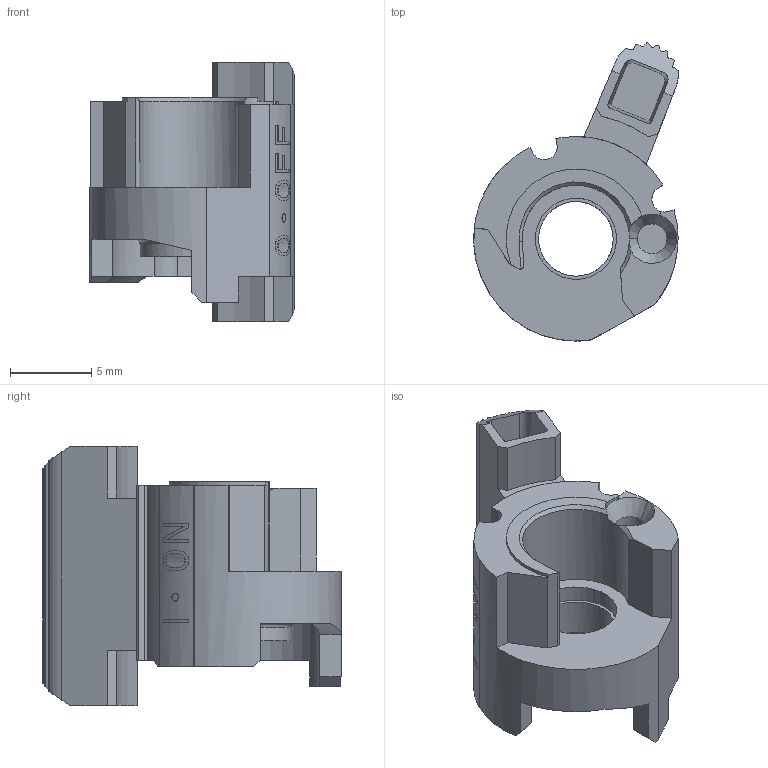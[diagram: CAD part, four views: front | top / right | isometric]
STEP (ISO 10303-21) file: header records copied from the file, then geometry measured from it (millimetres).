
FILE_DESCRIPTION((''),'2;1');
FILE_NAME('4292708-01','2010-06-28T',('ebat509'),('Schneider-Electric'),'PRO/ENGINEER BY PARAMETRIC TECHNOLOGY CORPORATION, 2007150','PRO/ENGINEER BY PARAMETRIC TECHNOLOGY CORPORATION, 2007150','');
FILE_SCHEMA(('CONFIG_CONTROL_DESIGN'));
Length unit declared in the file: millimetre
Products named in the file (1): 4292708-01
Bounding box: 12.61 x 18.37 x 16 mm (x, y, z)
Volume: 957.4 mm3; surface area: 1280.1 mm2
Topology: 1 solids, 1 shells, 332 faces, 922 edges, 606 vertices
Faces by surface type: plane 245, cylinder 75, cone 9, torus 2, bspline 1
Entity records: 10788 total; most frequent: CARTESIAN_POINT 2679, ORIENTED_EDGE 1844, DIRECTION 1444, EDGE_CURVE 922, VERTEX_POINT 606, VECTOR 486, LINE 486, AXIS2_PLACEMENT_3D 479
